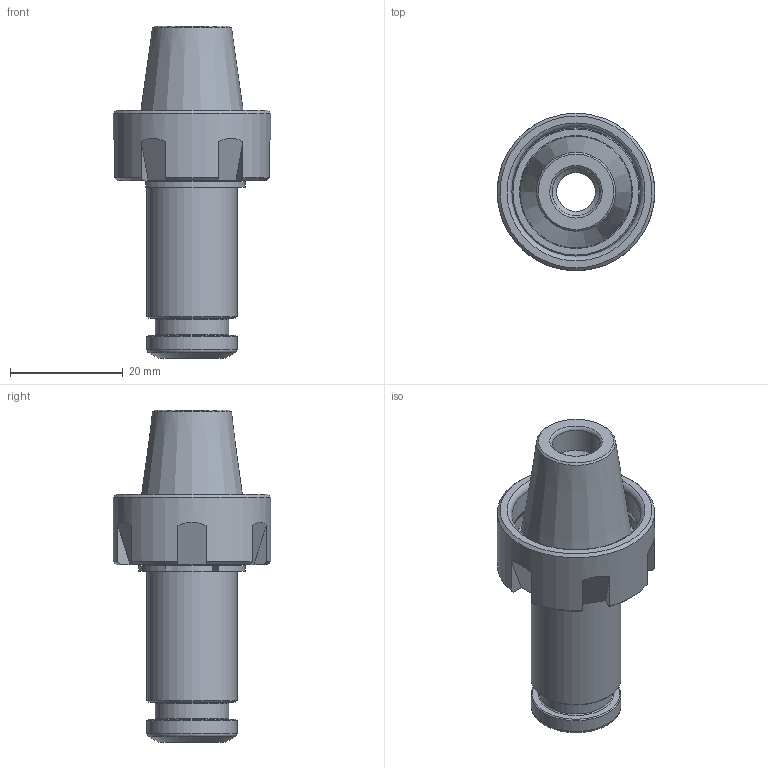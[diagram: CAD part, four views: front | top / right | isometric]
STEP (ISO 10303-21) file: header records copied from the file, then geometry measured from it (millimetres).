
FILE_DESCRIPTION(/* description */ (''),/* implementation_level */ '2;1');
FILE_NAME(/* name */ '766120100.stp',/* time_stamp */ '2022-05-06T15:31:16',/* author */ ('LRA'),/* organization */ ('REGO-FIX'),/* preprocessor_version */ ' Unknown',/* originating_system */ 'SIEMENS PLM Software Solid Edge ST10',/* authorization */ 'Unknown');
FILE_SCHEMA (('AUTOMOTIVE_DESIGN { 1 0 10303 214 2 1 1}'));
Length unit declared in the file: millimetre
Products named in the file (1): NOCUT
Bounding box: 28 x 28 x 59 mm (x, y, z)
Volume: 11496.1 mm3; surface area: 8079.6 mm2
Topology: 1 solids, 1 shells, 78 faces, 181 edges, 115 vertices
Faces by surface type: plane 34, cone 20, cylinder 15, torus 9
Full cylindrical faces by diameter (mm): 6.917 x1, 8.5 x1, 10 x1, 13 x1, 14.3 x1, 16 x3, 16.4 x1, 19.3 x1, 22.8 x1, 22.917 x1, 24.3 x1, 28 x1
Entity records: 2532 total; most frequent: DIRECTION 378, CARTESIAN_POINT 318, ORIENTED_EDGE 264, AXIS2_PLACEMENT_3D 164, EDGE_CURVE 132, EDGE_LOOP 128, FACE_BOUND 128, VERTEX_POINT 104
